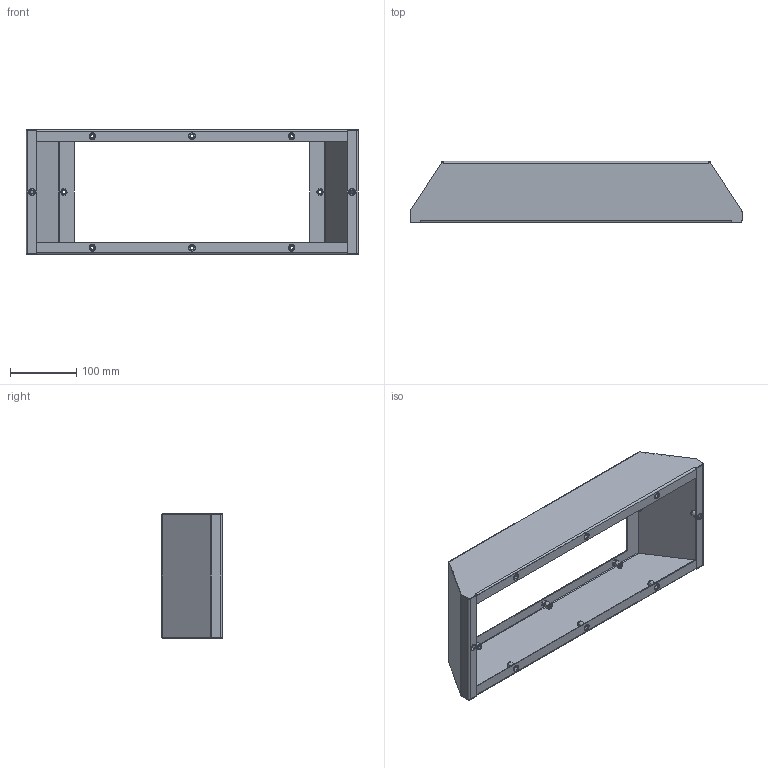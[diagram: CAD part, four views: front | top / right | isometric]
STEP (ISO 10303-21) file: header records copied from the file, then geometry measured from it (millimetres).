
FILE_DESCRIPTION((''),'2;1');
FILE_NAME('TG3200_DUCT_ASM_1_ASM','2020-05-22T17:21:11',('briang'),(''),'CREO PARAMETRIC BY PTC INC, 2019080','CREO PARAMETRIC BY PTC INC, 2019080','');
FILE_SCHEMA(('CONFIG_CONTROL_DESIGN'));
Length unit declared in the file: millimetre
Products named in the file (3): TG3200_DUCT_1; POPNUT_M6_HEX_OPEN_A2_1; TG3200_DUCT_ASM_1_ASM
Assembly tree (17 placements, depth 2):
  TG3200_DUCT_ASM_1_ASM
    TG3200_DUCT_1
    POPNUT_M6_HEX_OPEN_A2_1  x16
Bounding box: 500 x 93 x 187.5 mm (x, y, z)
Volume: 250569.2 mm3; surface area: 345772.5 mm2
Topology: 17 solids, 33 shells, 1018 faces, 2504 edges, 1536 vertices
Faces by surface type: plane 794, cylinder 156, cone 64, bspline 4
Entity records: 11095 total; most frequent: CARTESIAN_POINT 2076, ORIENTED_EDGE 1884, DIRECTION 1752, EDGE_CURVE 944, VECTOR 842, LINE 842, VERTEX_POINT 606, AXIS2_PLACEMENT_3D 455
